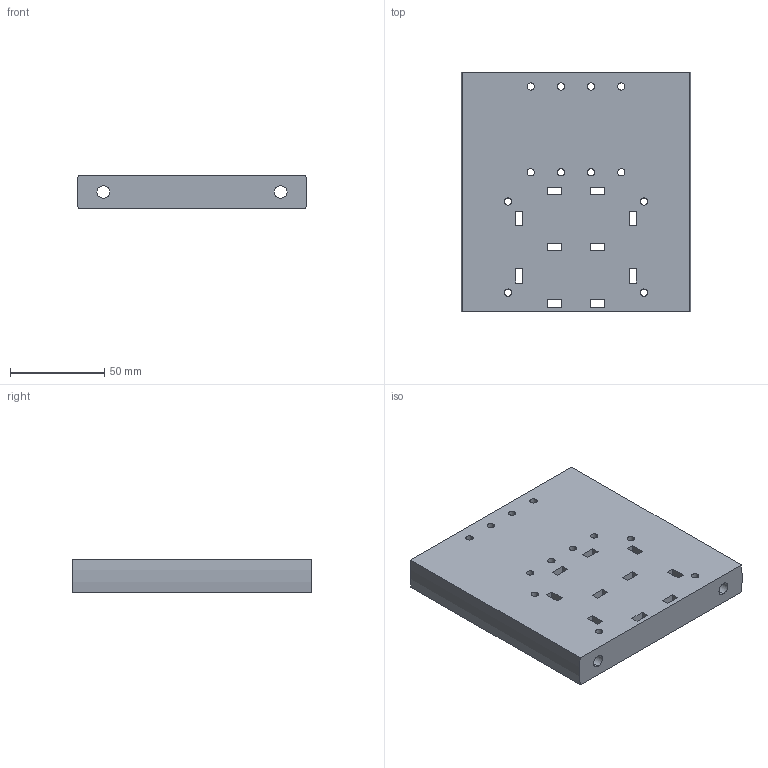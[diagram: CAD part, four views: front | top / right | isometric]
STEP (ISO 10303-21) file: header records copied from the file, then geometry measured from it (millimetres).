
FILE_DESCRIPTION (( 'STEP AP214' ), '1' );
FILE_NAME ('fullscale_recovery_sled.STEP', '2024-02-01T22:40:02', ( '' ), ( '' ), 'SwSTEP 2.0', 'SolidWorks 2023', '' );
FILE_SCHEMA (( 'AUTOMOTIVE_DESIGN' ));
Length unit declared in the file: inch
Products named in the file (1): fullscale_recovery_sled
Bounding box: 121.78 x 127 x 17.55 mm (x, y, z)
Volume: 230062 mm3; surface area: 50387.4 mm2
Topology: 1 solids, 1 shells, 75 faces, 228 edges, 152 vertices
Faces by surface type: plane 45, cylinder 30
Entity records: 2685 total; most frequent: CARTESIAN_POINT 456, ORIENTED_EDGE 456, DIRECTION 440, EDGE_CURVE 228, LINE 168, VECTOR 168, VERTEX_POINT 152, AXIS2_PLACEMENT_3D 136
